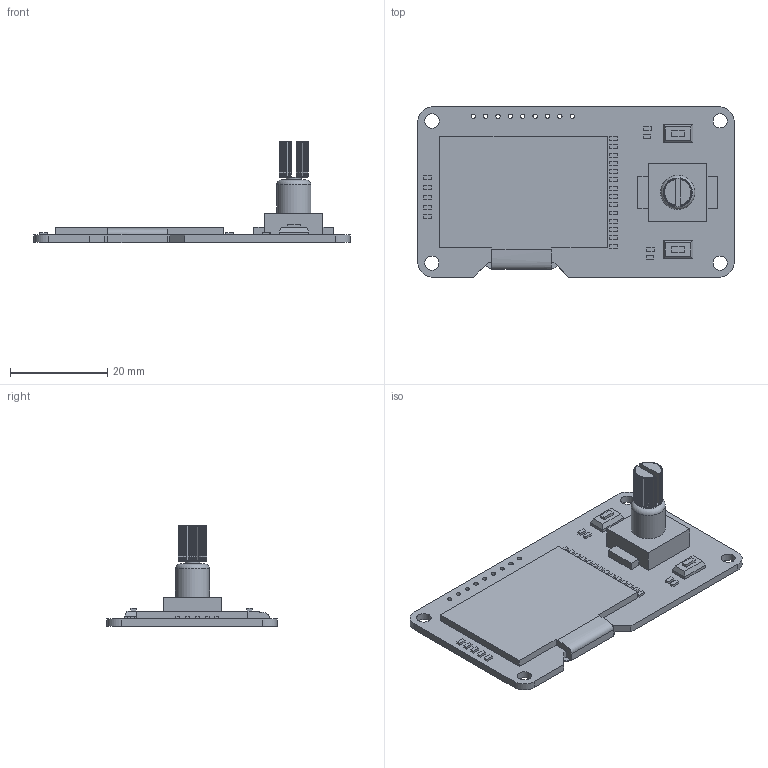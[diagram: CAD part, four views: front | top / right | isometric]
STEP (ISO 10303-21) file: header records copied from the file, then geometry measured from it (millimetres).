
FILE_DESCRIPTION(/* description */ ('NONE'),/* implementation_level */ '2;1');
FILE_NAME(/* name */ 'UNIT_STANDALONE-FRONT-PANEL_PCB.step',/* time_stamp */ '2025-09-27T11:29:06+03:00',/* author */ ('ruslanpavlucenko'),/* organization */ (''),/* preprocessor_version */ 'ST-DEVELOPER v19.2',/* originating_system */ 'Autodesk Inventor 2024',/* authorisation */ '');
FILE_SCHEMA (('AUTOMOTIVE_DESIGN { 1 0 10303 214 3 1 1 }'));
Length unit declared in the file: millimetre
Products named in the file (1): Plate
Bounding box: 65 x 35 x 20.95 mm (x, y, z)
Volume: 5780.5 mm3; surface area: 5822.1 mm2
Topology: 1 solids, 1 shells, 383 faces, 1038 edges, 688 vertices
Faces by surface type: plane 316, cylinder 62, torus 4, bspline 1
Full cylindrical faces by diameter (mm): 0.9 x9, 2.9 x3, 3 x2, 7 x1
Entity records: 15409 total; most frequent: CARTESIAN_POINT 5272, ORIENTED_EDGE 2076, DIRECTION 1979, EDGE_CURVE 1038, VERTEX_POINT 688, LINE 687, VECTOR 687, AXIS2_PLACEMENT_3D 646
